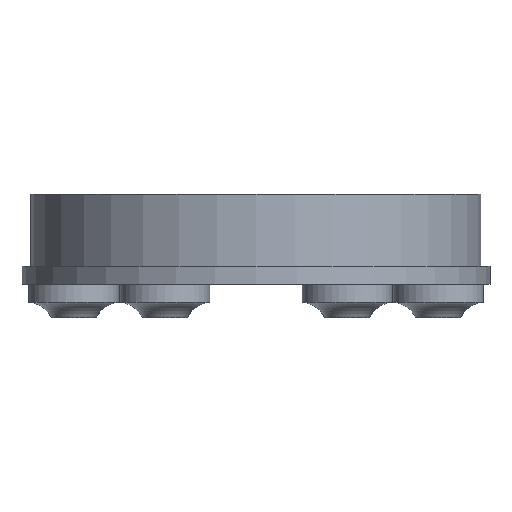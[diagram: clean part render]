
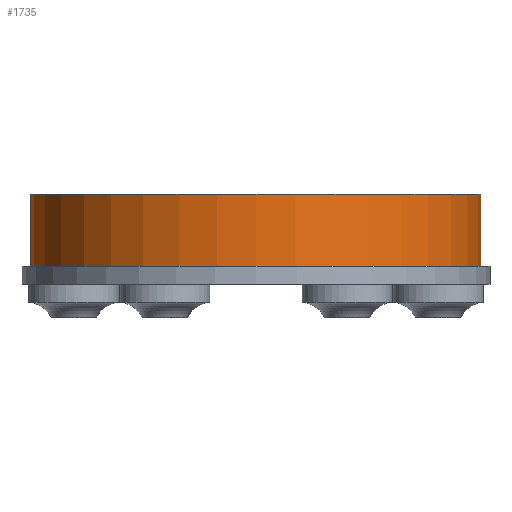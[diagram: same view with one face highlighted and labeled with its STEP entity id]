
A CAD part, front view. The second image highlights one B-rep face of the part: STEP entity #1735.
In plain terms, the highlighted cylindrical face has radius 25 mm (diameter 50 mm), a full revolution.
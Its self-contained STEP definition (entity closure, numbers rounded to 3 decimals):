
#219=LINE('',#3291,#326);
#326=VECTOR('',#2274,25.);
#354=CYLINDRICAL_SURFACE('',#1880,25.);
#497=FACE_OUTER_BOUND('',#641,.T.);
#641=EDGE_LOOP('',(#1565,#1566,#1567,#1568));
#668=CIRCLE('',#1778,25.);
#714=CIRCLE('',#1881,25.);
#753=VERTEX_POINT('',#2426);
#871=VERTEX_POINT('',#3290);
#916=EDGE_CURVE('',#753,#753,#668,.T.);
#1104=EDGE_CURVE('',#753,#871,#219,.T.);
#1105=EDGE_CURVE('',#871,#871,#714,.T.);
#1565=ORIENTED_EDGE('',*,*,#916,.F.);
#1566=ORIENTED_EDGE('',*,*,#1104,.T.);
#1567=ORIENTED_EDGE('',*,*,#1105,.T.);
#1568=ORIENTED_EDGE('',*,*,#1104,.F.);
#1735=ADVANCED_FACE('',(#497),#354,.T.);
#1778=AXIS2_PLACEMENT_3D('',#2427,#1982,#1983);
#1880=AXIS2_PLACEMENT_3D('',#3289,#2272,#2273);
#1881=AXIS2_PLACEMENT_3D('',#3292,#2275,#2276);
#1982=DIRECTION('center_axis',(0.,0.,1.));
#1983=DIRECTION('ref_axis',(1.,0.,0.));
#2272=DIRECTION('center_axis',(0.,0.,1.));
#2273=DIRECTION('ref_axis',(1.,0.,0.));
#2274=DIRECTION('',(0.,0.,-1.));
#2275=DIRECTION('center_axis',(0.,0.,1.));
#2276=DIRECTION('ref_axis',(1.,0.,0.));
#2426=CARTESIAN_POINT('',(-25.,0.,29.));
#2427=CARTESIAN_POINT('Origin',(0.,0.,29.));
#3289=CARTESIAN_POINT('Origin',(0.,0.,19.));
#3290=CARTESIAN_POINT('',(-25.,0.,21.));
#3291=CARTESIAN_POINT('',(-25.,0.,19.));
#3292=CARTESIAN_POINT('Origin',(0.,0.,21.));
